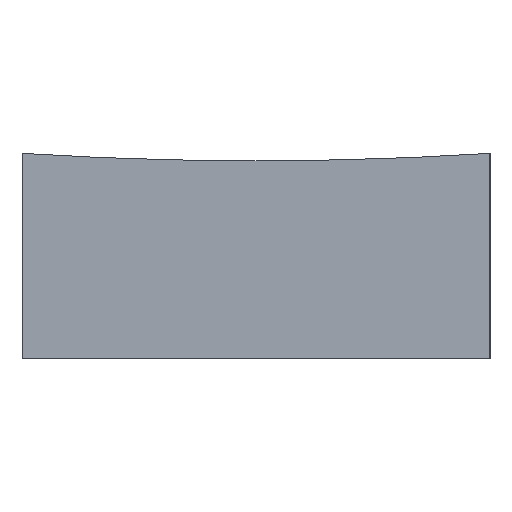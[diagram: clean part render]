
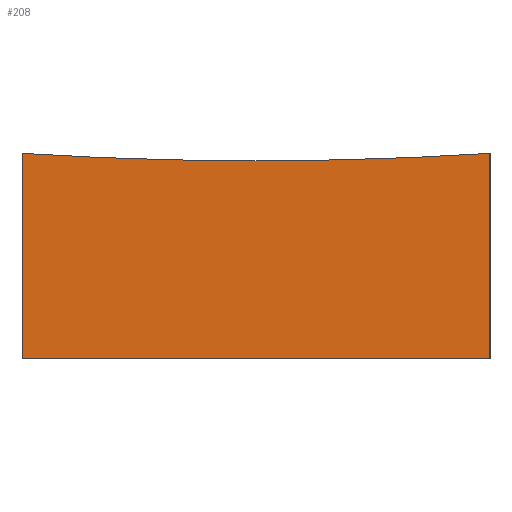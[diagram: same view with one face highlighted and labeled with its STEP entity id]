
A CAD part, left-side view. The second image highlights one B-rep face of the part: STEP entity #208.
In plain terms, the highlighted planar face has unit normal (-1, 0, 0).
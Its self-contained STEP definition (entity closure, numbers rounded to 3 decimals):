
#1 = PLANE ( 'NONE',  #218 ) ;
#11 = ORIENTED_EDGE ( 'NONE', *, *, #203, .F. ) ;
#15 = CARTESIAN_POINT ( 'NONE',  ( -25., 0., 10.569 ) ) ;
#23 = AXIS2_PLACEMENT_3D ( 'NONE', #96, #154, #195 ) ;
#33 = LINE ( 'NONE', #209, #80 ) ;
#35 = DIRECTION ( 'NONE',  ( -1., 0., 0. ) ) ;
#44 = ORIENTED_EDGE ( 'NONE', *, *, #136, .F. ) ;
#49 = VERTEX_POINT ( 'NONE', #120 ) ;
#52 = DIRECTION ( 'NONE',  ( 0., -1., 0. ) ) ;
#75 = DIRECTION ( 'NONE',  ( 0., 0., -1. ) ) ;
#76 = CARTESIAN_POINT ( 'NONE',  ( -25., 12.5, 15. ) ) ;
#80 = VECTOR ( 'NONE', #252, 1000. ) ;
#86 = VERTEX_POINT ( 'NONE', #133 ) ;
#95 = DIRECTION ( 'NONE',  ( 0., 1., 0. ) ) ;
#96 = CARTESIAN_POINT ( 'NONE',  ( -25., 0., 209. ) ) ;
#102 = VECTOR ( 'NONE', #75, 1000. ) ;
#105 = CIRCLE ( 'NONE', #141, 198.431 ) ;
#107 = VERTEX_POINT ( 'NONE', #15 ) ;
#113 = CARTESIAN_POINT ( 'NONE',  ( -25., 0., 209. ) ) ;
#118 = EDGE_CURVE ( 'NONE', #123, #49, #229, .T. ) ;
#120 = CARTESIAN_POINT ( 'NONE',  ( -25., -12.5, 0. ) ) ;
#123 = VERTEX_POINT ( 'NONE', #174 ) ;
#133 = CARTESIAN_POINT ( 'NONE',  ( -25., -12.5, 10.963 ) ) ;
#136 = EDGE_CURVE ( 'NONE', #86, #49, #33, .T. ) ;
#137 = DIRECTION ( 'NONE',  ( 0., 1., 0. ) ) ;
#138 = CARTESIAN_POINT ( 'NONE',  ( -25., 12.5, 15. ) ) ;
#141 = AXIS2_PLACEMENT_3D ( 'NONE', #113, #35, #95 ) ;
#146 = ORIENTED_EDGE ( 'NONE', *, *, #118, .T. ) ;
#149 = EDGE_LOOP ( 'NONE', ( #11, #169, #146, #44, #240 ) ) ;
#154 = DIRECTION ( 'NONE',  ( -1., 0., 0. ) ) ;
#156 = DIRECTION ( 'NONE',  ( 1., 0., 0. ) ) ;
#169 = ORIENTED_EDGE ( 'NONE', *, *, #199, .T. ) ;
#174 = CARTESIAN_POINT ( 'NONE',  ( -25., 12.5, 0. ) ) ;
#175 = FACE_OUTER_BOUND ( 'NONE', #149, .T. ) ;
#192 = EDGE_CURVE ( 'NONE', #107, #86, #105, .T. ) ;
#193 = VECTOR ( 'NONE', #52, 1000. ) ;
#195 = DIRECTION ( 'NONE',  ( 0., 1., 0. ) ) ;
#197 = LINE ( 'NONE', #138, #102 ) ;
#199 = EDGE_CURVE ( 'NONE', #224, #123, #197, .T. ) ;
#203 = EDGE_CURVE ( 'NONE', #224, #107, #244, .T. ) ;
#208 = ADVANCED_FACE ( 'NONE', ( #175 ), #1, .F. ) ;
#209 = CARTESIAN_POINT ( 'NONE',  ( -25., -12.5, 15. ) ) ;
#211 = CARTESIAN_POINT ( 'NONE',  ( -25., 12.5, 0. ) ) ;
#212 = CARTESIAN_POINT ( 'NONE',  ( -25., 12.5, 10.963 ) ) ;
#218 = AXIS2_PLACEMENT_3D ( 'NONE', #76, #156, #137 ) ;
#224 = VERTEX_POINT ( 'NONE', #212 ) ;
#229 = LINE ( 'NONE', #211, #193 ) ;
#240 = ORIENTED_EDGE ( 'NONE', *, *, #192, .F. ) ;
#244 = CIRCLE ( 'NONE', #23, 198.431 ) ;
#252 = DIRECTION ( 'NONE',  ( 0., 0., -1. ) ) ;
